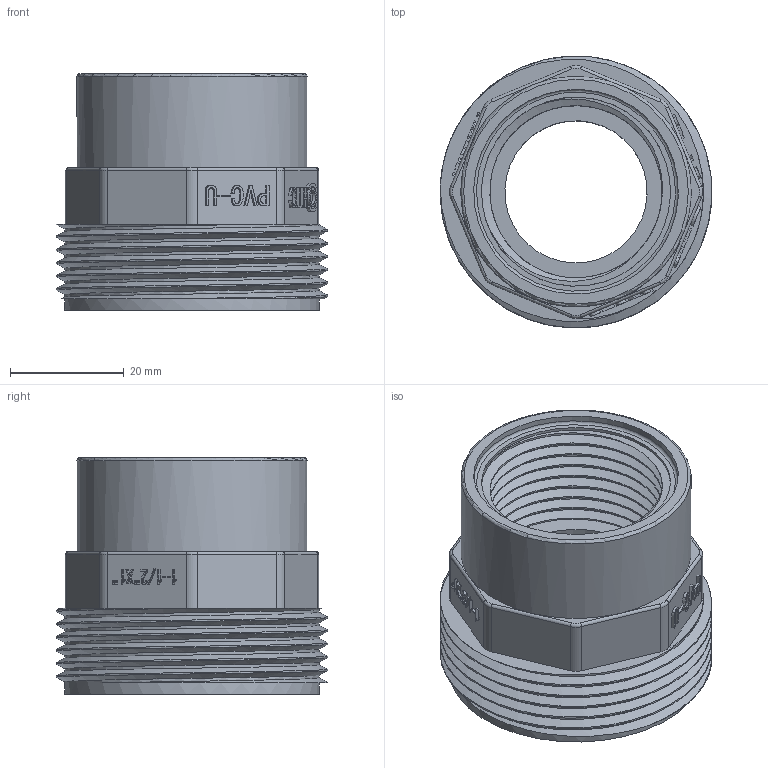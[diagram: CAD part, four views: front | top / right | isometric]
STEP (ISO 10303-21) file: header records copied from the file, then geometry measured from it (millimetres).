
FILE_DESCRIPTION(/* description */ (''),/* implementation_level */ '2;1');
FILE_NAME(/* name */ 'AF0600.SIG.032.step',/* time_stamp */ '2026-01-07T09:05:28+01:00',/* author */ (''),/* organization */ (''),/* preprocessor_version */ 'ST-DEVELOPER v20.1',/* originating_system */ 'Autodesk Translation Framework v14.21.0.0',/* authorisation */ '');
FILE_SCHEMA (('AUTOMOTIVE_DESIGN { 1 0 10303 214 3 1 1 }'));
Length unit declared in the file: millimetre
Products named in the file (1): 2026-01-07-08-04-57-877
Bounding box: 47.8 x 47.8 x 41.6 mm (x, y, z)
Volume: 32584.8 mm3; surface area: 15218.1 mm2
Topology: 1 solids, 1 shells, 336 faces, 871 edges, 572 vertices
Faces by surface type: plane 181, bspline 86, cylinder 59, torus 10
Full cylindrical faces by diameter (mm): 2.407 x1, 3.37 x1, 25 x1, 30.291 x7, 31 x1, 33.249 x8, 36 x1, 38 x1, 40.5 x1, 44.845 x6, 47.803 x5
Entity records: 18653 total; most frequent: CARTESIAN_POINT 10867, ORIENTED_EDGE 1742, DIRECTION 1329, EDGE_CURVE 871, VERTEX_POINT 572, LINE 549, VECTOR 549, AXIS2_PLACEMENT_3D 390
